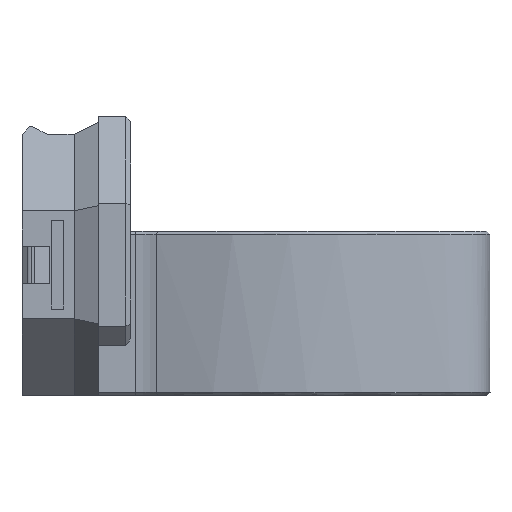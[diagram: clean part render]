
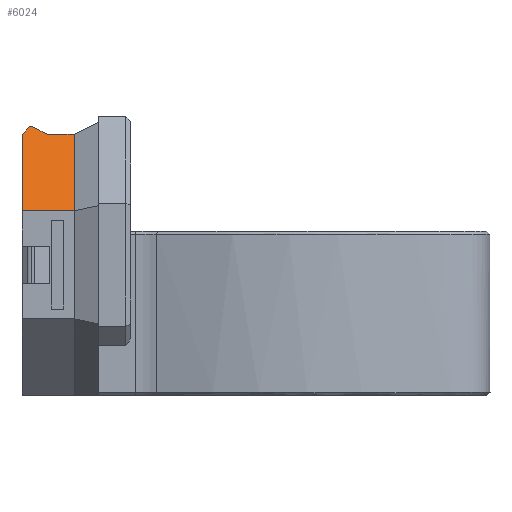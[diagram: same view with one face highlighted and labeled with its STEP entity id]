
A CAD part, left-side view. The second image highlights one B-rep face of the part: STEP entity #6024.
In plain terms, the highlighted free-form (B-spline) face has degree [1, 1] with [2, 2] control points.
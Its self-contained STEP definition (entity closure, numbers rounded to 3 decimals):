
#5132 = VERTEX_POINT('',#5133);
#5133 = CARTESIAN_POINT('',(211.982,-16.466,
    30.484));
#5138 = EDGE_CURVE('',#5132,#5139,#5141,.T.);
#5139 = VERTEX_POINT('',#5140);
#5140 = CARTESIAN_POINT('',(211.982,-16.776,
    30.484));
#5141 = B_SPLINE_CURVE_WITH_KNOTS('',1,(#5142,#5143),.UNSPECIFIED.,.F.,
  .F.,(2,2),(-0.338,-0.088),.PIECEWISE_BEZIER_KNOTS.);
#5142 = CARTESIAN_POINT('',(211.982,-16.466,
    30.484));
#5143 = CARTESIAN_POINT('',(211.982,-16.776,
    30.484));
#5166 = VERTEX_POINT('',#5167);
#5167 = CARTESIAN_POINT('',(211.239,-15.723,
    29.741));
#5172 = EDGE_CURVE('',#5166,#5132,#5173,.T.);
#5173 = B_SPLINE_CURVE_WITH_KNOTS('',1,(#5174,#5175),.UNSPECIFIED.,.F.,
  .F.,(2,2),(-2.08,-1.041),.PIECEWISE_BEZIER_KNOTS.);
#5174 = CARTESIAN_POINT('',(211.239,-15.723,
    29.741));
#5175 = CARTESIAN_POINT('',(211.982,-16.466,
    30.484));
#5194 = EDGE_CURVE('',#5139,#5195,#5197,.T.);
#5195 = VERTEX_POINT('',#5196);
#5196 = CARTESIAN_POINT('',(211.239,-18.261,
    29.741));
#5197 = B_SPLINE_CURVE_WITH_KNOTS('',1,(#5198,#5199),.UNSPECIFIED.,.F.,
  .F.,(2,2),(-0.035,1.435),
  .PIECEWISE_BEZIER_KNOTS.);
#5198 = CARTESIAN_POINT('',(211.982,-16.776,
    30.484));
#5199 = CARTESIAN_POINT('',(211.239,-18.261,
    29.741));
#5215 = EDGE_CURVE('',#5195,#5216,#5218,.T.);
#5216 = VERTEX_POINT('',#5217);
#5217 = CARTESIAN_POINT('',(211.239,-20.96,
    29.741));
#5218 = B_SPLINE_CURVE_WITH_KNOTS('',1,(#5219,#5220),.UNSPECIFIED.,.F.,
  .F.,(2,2),(2.15,4.33),.PIECEWISE_BEZIER_KNOTS.);
#5219 = CARTESIAN_POINT('',(211.239,-18.261,
    29.741));
#5220 = CARTESIAN_POINT('',(211.239,-20.96,
    29.741));
#5974 = VERTEX_POINT('',#5975);
#5975 = CARTESIAN_POINT('',(203.569,-20.96,
    22.071));
#5980 = EDGE_CURVE('',#5981,#5974,#5983,.T.);
#5981 = VERTEX_POINT('',#5982);
#5982 = CARTESIAN_POINT('',(203.569,-15.723,
    22.071));
#5983 = B_SPLINE_CURVE_WITH_KNOTS('',1,(#5984,#5985),.UNSPECIFIED.,.F.,
  .F.,(2,2),(0.1,4.33),.PIECEWISE_BEZIER_KNOTS.);
#5984 = CARTESIAN_POINT('',(203.569,-15.723,
    22.071));
#5985 = CARTESIAN_POINT('',(203.569,-20.96,
    22.071));
#6024 = ADVANCED_FACE('',(#6025),#6042,.T.);
#6025 = FACE_BOUND('',#6026,.T.);
#6026 = EDGE_LOOP('',(#6027,#6032,#6033,#6038,#6039,#6040,#6041));
#6027 = ORIENTED_EDGE('',*,*,#6028,.T.);
#6028 = EDGE_CURVE('',#5166,#5981,#6029,.T.);
#6029 = B_SPLINE_CURVE_WITH_KNOTS('',1,(#6030,#6031),.UNSPECIFIED.,.F.,
  .F.,(2,2),(-1.584,7.176),.PIECEWISE_BEZIER_KNOTS.);
#6030 = CARTESIAN_POINT('',(211.239,-15.723,
    29.741));
#6031 = CARTESIAN_POINT('',(203.569,-15.723,
    22.071));
#6032 = ORIENTED_EDGE('',*,*,#5980,.T.);
#6033 = ORIENTED_EDGE('',*,*,#6034,.F.);
#6034 = EDGE_CURVE('',#5216,#5974,#6035,.T.);
#6035 = B_SPLINE_CURVE_WITH_KNOTS('',1,(#6036,#6037),.UNSPECIFIED.,.F.,
  .F.,(2,2),(-1.584,7.176),.PIECEWISE_BEZIER_KNOTS.);
#6036 = CARTESIAN_POINT('',(211.239,-20.96,
    29.741));
#6037 = CARTESIAN_POINT('',(203.569,-20.96,
    22.071));
#6038 = ORIENTED_EDGE('',*,*,#5215,.F.);
#6039 = ORIENTED_EDGE('',*,*,#5194,.F.);
#6040 = ORIENTED_EDGE('',*,*,#5138,.F.);
#6041 = ORIENTED_EDGE('',*,*,#5172,.F.);
#6042 = B_SPLINE_SURFACE_WITH_KNOTS('',1,1,(
    (#6043,#6044)
    ,(#6045,#6046
    )),.UNSPECIFIED.,.F.,.F.,.F.,(2,2),(2,2),(0.,
    4.23),(-2.433,7.176),
  .PIECEWISE_BEZIER_KNOTS.);
#6043 = CARTESIAN_POINT('',(211.982,-20.96,
    30.484));
#6044 = CARTESIAN_POINT('',(203.569,-20.96,
    22.071));
#6045 = CARTESIAN_POINT('',(211.982,-15.723,
    30.484));
#6046 = CARTESIAN_POINT('',(203.569,-15.723,
    22.071));
